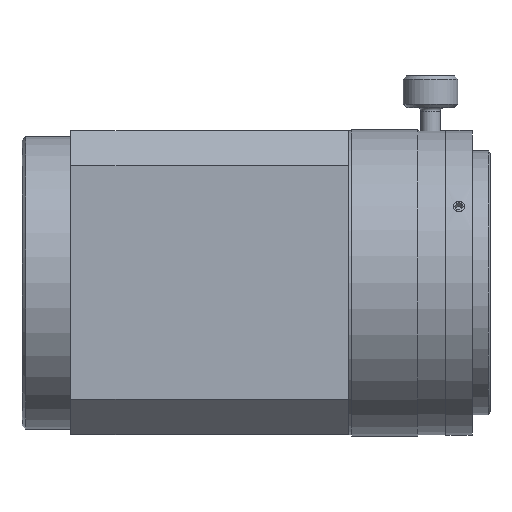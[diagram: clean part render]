
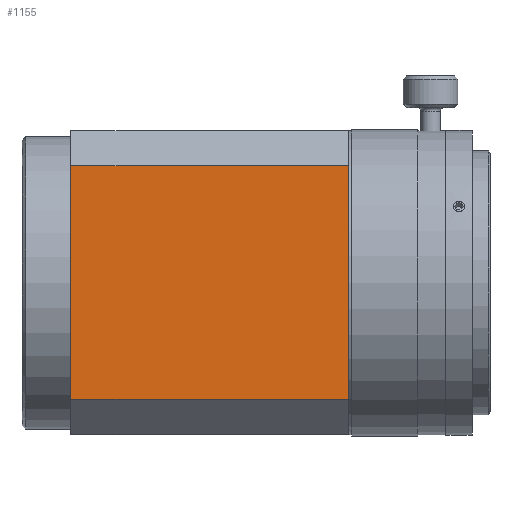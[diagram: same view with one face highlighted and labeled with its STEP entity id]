
A CAD part, top view. The second image highlights one B-rep face of the part: STEP entity #1155.
In plain terms, the highlighted planar face has unit normal (0, 0, 1).
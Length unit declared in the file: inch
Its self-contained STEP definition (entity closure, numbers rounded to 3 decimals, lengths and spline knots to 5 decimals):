
#1071=CARTESIAN_POINT('',(1.85276,0.6625,0.8625));
#1072=VERTEX_POINT('',#1071);
#1079=CARTESIAN_POINT('',(1.85276,-0.6625,0.8625));
#1080=VERTEX_POINT('',#1079);
#1081=CARTESIAN_POINT('',(1.85276,-0.6625,0.8625));
#1082=DIRECTION('',(0.0,1.0,0.0));
#1083=VECTOR('',#1082,1.325);
#1084=LINE('',#1081,#1083);
#1085=EDGE_CURVE('',#1080,#1072,#1084,.T.);
#1113=CARTESIAN_POINT('',(0.27776,-0.6625,0.8625));
#1114=VERTEX_POINT('',#1113);
#1123=CARTESIAN_POINT('',(1.85276,-0.6625,0.8625));
#1124=DIRECTION('',(-1.0,0.0,0.0));
#1125=VECTOR('',#1124,1.575);
#1126=LINE('',#1123,#1125);
#1127=EDGE_CURVE('',#1080,#1114,#1126,.T.);
#1132=CARTESIAN_POINT('',(1.85276,0.8625,0.8625));
#1133=DIRECTION('',(0.0,0.0,1.0));
#1134=DIRECTION('',(1.0,0.0,0.0));
#1135=AXIS2_PLACEMENT_3D('',#1132,#1133,#1134);
#1136=PLANE('',#1135);
#1137=ORIENTED_EDGE('',*,*,#1127,.F.);
#1138=ORIENTED_EDGE('',*,*,#1085,.T.);
#1139=CARTESIAN_POINT('',(0.27776,0.6625,0.8625));
#1140=VERTEX_POINT('',#1139);
#1141=CARTESIAN_POINT('',(0.27776,0.6625,0.8625));
#1142=DIRECTION('',(1.0,0.0,0.0));
#1143=VECTOR('',#1142,1.575);
#1144=LINE('',#1141,#1143);
#1145=EDGE_CURVE('',#1140,#1072,#1144,.T.);
#1146=ORIENTED_EDGE('',*,*,#1145,.F.);
#1147=CARTESIAN_POINT('',(0.27776,0.6625,0.8625));
#1148=DIRECTION('',(0.0,-1.0,0.0));
#1149=VECTOR('',#1148,1.325);
#1150=LINE('',#1147,#1149);
#1151=EDGE_CURVE('',#1140,#1114,#1150,.T.);
#1152=ORIENTED_EDGE('',*,*,#1151,.T.);
#1153=EDGE_LOOP('',(#1137,#1138,#1146,#1152));
#1154=FACE_OUTER_BOUND('',#1153,.T.);
#1155=ADVANCED_FACE('',(#1154),#1136,.T.);
